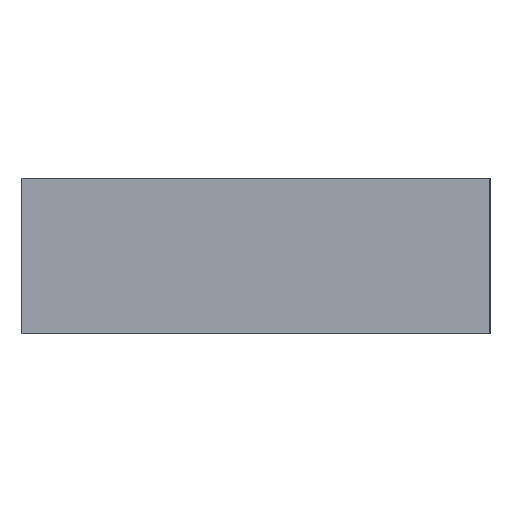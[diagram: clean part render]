
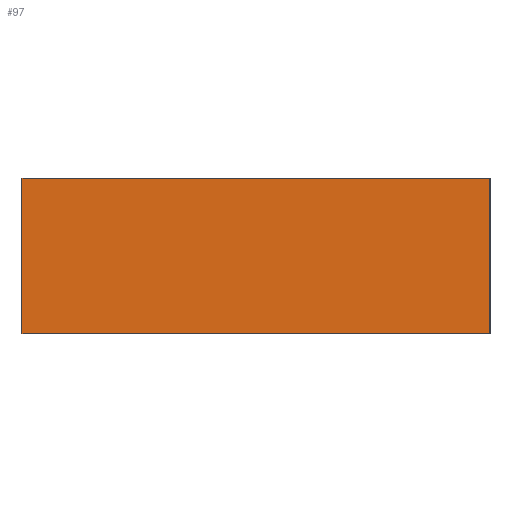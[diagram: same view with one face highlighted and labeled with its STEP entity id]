
A CAD part, left-side view. The second image highlights one B-rep face of the part: STEP entity #97.
In plain terms, the highlighted planar face has unit normal (-1, 0, 0).
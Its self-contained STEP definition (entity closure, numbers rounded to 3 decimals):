
#16 = CARTESIAN_POINT ( 'NONE',  ( 0., 6., 2. ) ) ;
#64 = VERTEX_POINT ( 'NONE', #16 ) ;
#82 = CARTESIAN_POINT ( 'NONE',  ( 0., 0., 2. ) ) ;
#91 = DIRECTION ( 'NONE',  ( 0., 0., -1. ) ) ;
#97 = ADVANCED_FACE ( 'NONE', ( #487 ), #122, .F. ) ;
#122 = PLANE ( 'NONE',  #1253 ) ;
#135 = CARTESIAN_POINT ( 'NONE',  ( 0., 0., 2. ) ) ;
#154 = DIRECTION ( 'NONE',  ( 1., 0., 0. ) ) ;
#173 = EDGE_CURVE ( 'NONE', #591, #966, #425, .T. ) ;
#196 = DIRECTION ( 'NONE',  ( 0., 0., -1. ) ) ;
#215 = EDGE_CURVE ( 'NONE', #64, #747, #398, .T. ) ;
#246 = DIRECTION ( 'NONE',  ( 0., 0., -1. ) ) ;
#328 = VECTOR ( 'NONE', #521, 1000. ) ;
#350 = LINE ( 'NONE', #540, #328 ) ;
#356 = VECTOR ( 'NONE', #430, 1000. ) ;
#359 = CARTESIAN_POINT ( 'NONE',  ( 0., 6., 2. ) ) ;
#361 = LINE ( 'NONE', #448, #356 ) ;
#392 = VECTOR ( 'NONE', #246, 1000. ) ;
#394 = EDGE_CURVE ( 'NONE', #747, #966, #361, .T. ) ;
#398 = LINE ( 'NONE', #359, #392 ) ;
#413 = VECTOR ( 'NONE', #91, 1000. ) ;
#425 = LINE ( 'NONE', #135, #413 ) ;
#430 = DIRECTION ( 'NONE',  ( 0., -1., 0. ) ) ;
#448 = CARTESIAN_POINT ( 'NONE',  ( 0., 0., 0. ) ) ;
#482 = EDGE_CURVE ( 'NONE', #64, #591, #350, .T. ) ;
#487 = FACE_OUTER_BOUND ( 'NONE', #855, .T. ) ;
#521 = DIRECTION ( 'NONE',  ( 0., -1., 0. ) ) ;
#540 = CARTESIAN_POINT ( 'NONE',  ( 0., 0., 2. ) ) ;
#591 = VERTEX_POINT ( 'NONE', #593 ) ;
#593 = CARTESIAN_POINT ( 'NONE',  ( 0., 0., 2. ) ) ;
#711 = ORIENTED_EDGE ( 'NONE', *, *, #215, .T. ) ;
#736 = ORIENTED_EDGE ( 'NONE', *, *, #482, .F. ) ;
#741 = ORIENTED_EDGE ( 'NONE', *, *, #394, .T. ) ;
#746 = ORIENTED_EDGE ( 'NONE', *, *, #173, .F. ) ;
#747 = VERTEX_POINT ( 'NONE', #818 ) ;
#818 = CARTESIAN_POINT ( 'NONE',  ( 0., 6., 0. ) ) ;
#855 = EDGE_LOOP ( 'NONE', ( #741, #746, #736, #711 ) ) ;
#966 = VERTEX_POINT ( 'NONE', #1144 ) ;
#1144 = CARTESIAN_POINT ( 'NONE',  ( 0., 0., 0. ) ) ;
#1253 = AXIS2_PLACEMENT_3D ( 'NONE', #82, #154, #196 ) ;
